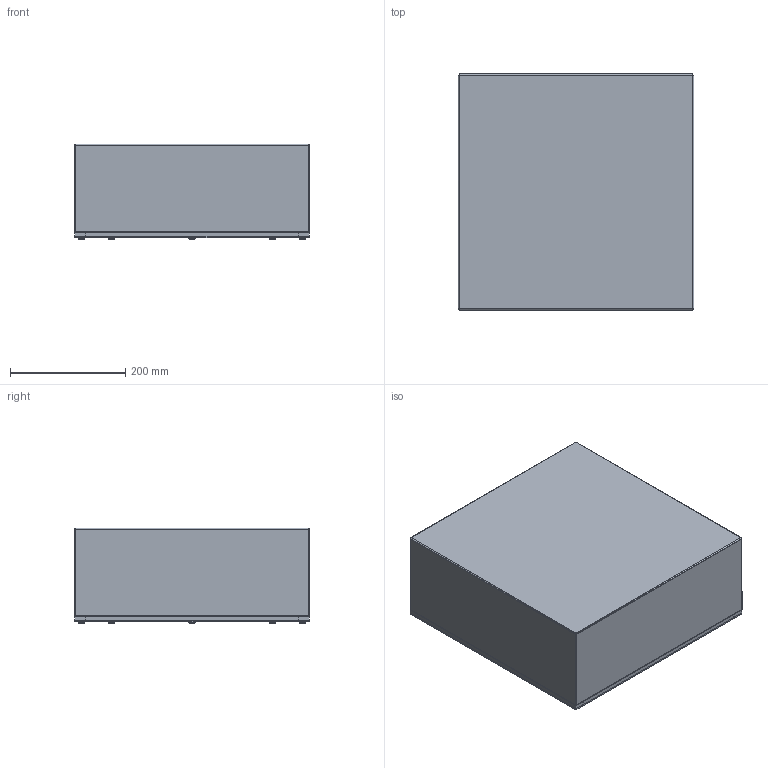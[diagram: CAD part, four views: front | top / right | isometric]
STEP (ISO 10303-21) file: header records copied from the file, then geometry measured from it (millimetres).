
FILE_DESCRIPTION (( 'STEP AP214' ), '1' );
FILE_NAME ('WA161606GSCG.STEP', '2016-02-15T17:23:55', ( '' ), ( '' ), 'SwSTEP 2.0', 'SolidWorks 2014', '' );
FILE_SCHEMA (( 'AUTOMOTIVE_DESIGN' ));
Length unit declared in the file: inch
Products named in the file (8): 37210; 39035; 39077; 34984; 16; WA1616GSCGLP; WA161606GSCGBKP; WA161606GSCG
Assembly tree (54 placements, depth 2):
  WA161606GSCG
    WA161606GSCGBKP
    WA1616GSCGLP
    16  x4
    34984  x12
    39077  x12
    39035  x12
    37210  x12
Bounding box: 409.57 x 409.57 x 166.58 mm (x, y, z)
Volume: 1425657.1 mm3; surface area: 1321269.5 mm2
Topology: 54 solids, 54 shells, 1264 faces, 3152 edges, 1996 vertices
Faces by surface type: plane 596, cylinder 328, cone 228, torus 72, sphere 24, bspline 16
Entity records: 11226 total; most frequent: CARTESIAN_POINT 2355, DIRECTION 1195, ORIENTED_EDGE 1076, EDGE_CURVE 538, AXIS2_PLACEMENT_3D 453, VERTEX_POINT 333, LINE 289, VECTOR 289
